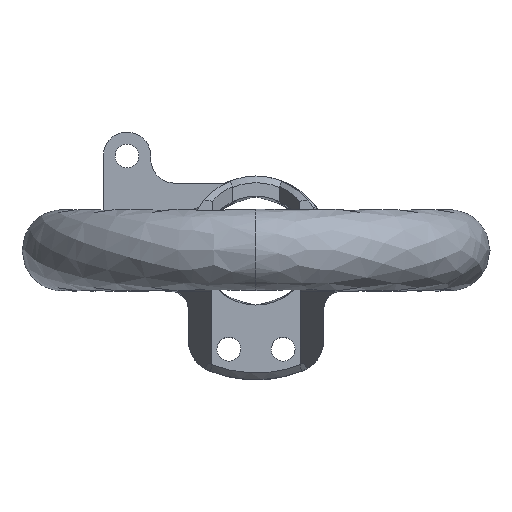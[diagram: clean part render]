
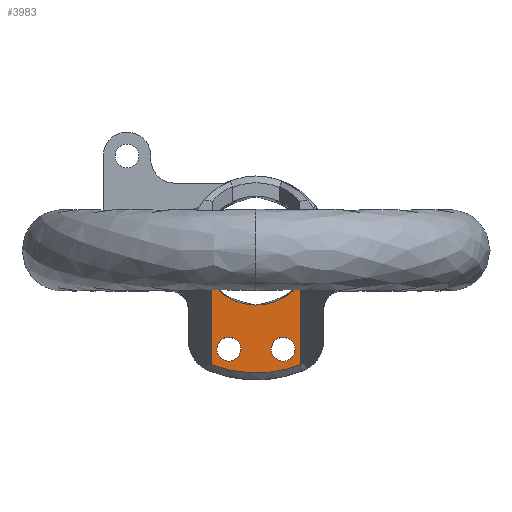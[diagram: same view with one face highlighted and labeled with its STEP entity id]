
A CAD part, top view. The second image highlights one B-rep face of the part: STEP entity #3983.
In plain terms, the highlighted free-form (B-spline) face has degree [1, 1] with [2, 2] control points.
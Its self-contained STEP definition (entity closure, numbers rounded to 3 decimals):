
#1941 = VERTEX_POINT('',#1942);
#1942 = CARTESIAN_POINT('',(-15.214,-36.183,
    46.973));
#1958 = VERTEX_POINT('',#1959);
#1959 = CARTESIAN_POINT('',(-14.045,-36.732,
    46.973));
#1964 = EDGE_CURVE('',#1941,#1958,#1965,.T.);
#1965 = ( BOUNDED_CURVE() B_SPLINE_CURVE(2,(#1966,#1967,#1968),
.UNSPECIFIED.,.F.,.F.) B_SPLINE_CURVE_WITH_KNOTS((3,3),(4.199,
4.347),.PIECEWISE_BEZIER_KNOTS.) CURVE() 
GEOMETRIC_REPRESENTATION_ITEM() RATIONAL_B_SPLINE_CURVE((1.,
0.997,1.)) REPRESENTATION_ITEM('') );
#1966 = CARTESIAN_POINT('',(-15.214,-36.183,
    46.973));
#1967 = CARTESIAN_POINT('',(-14.65,-36.501,
    46.973));
#1968 = CARTESIAN_POINT('',(-14.045,-36.732,
    46.973));
#1983 = VERTEX_POINT('',#1984);
#1984 = CARTESIAN_POINT('',(14.045,-36.732,
    46.973));
#1989 = EDGE_CURVE('',#1958,#1983,#1990,.T.);
#1990 = ( BOUNDED_CURVE() B_SPLINE_CURVE(2,(#1991,#1992,#1993),
.UNSPECIFIED.,.F.,.F.) B_SPLINE_CURVE_WITH_KNOTS((3,3),(4.347,
5.078),.PIECEWISE_BEZIER_KNOTS.) CURVE() 
GEOMETRIC_REPRESENTATION_ITEM() RATIONAL_B_SPLINE_CURVE((1.,
0.934,1.)) REPRESENTATION_ITEM('') );
#1991 = CARTESIAN_POINT('',(-14.045,-36.732,
    46.973));
#1992 = CARTESIAN_POINT('',(0.,-42.103,
    46.973));
#1993 = CARTESIAN_POINT('',(14.045,-36.732,
    46.973));
#2013 = VERTEX_POINT('',#2014);
#2014 = CARTESIAN_POINT('',(15.214,-36.183,
    46.973));
#2023 = EDGE_CURVE('',#1983,#2013,#2024,.T.);
#2024 = ( BOUNDED_CURVE() B_SPLINE_CURVE(2,(#2025,#2026,#2027),
.UNSPECIFIED.,.F.,.F.) B_SPLINE_CURVE_WITH_KNOTS((3,3),(5.078,
5.225),.PIECEWISE_BEZIER_KNOTS.) CURVE() 
GEOMETRIC_REPRESENTATION_ITEM() RATIONAL_B_SPLINE_CURVE((1.,
0.997,1.)) REPRESENTATION_ITEM('') );
#2025 = CARTESIAN_POINT('',(14.045,-36.732,
    46.973));
#2026 = CARTESIAN_POINT('',(14.65,-36.501,
    46.973));
#2027 = CARTESIAN_POINT('',(15.214,-36.183,
    46.973));
#2047 = VERTEX_POINT('',#2048);
#2048 = CARTESIAN_POINT('',(-14.201,-36.183,
    46.973));
#2107 = EDGE_CURVE('',#2047,#1941,#2108,.T.);
#2108 = B_SPLINE_CURVE_WITH_KNOTS('',1,(#2109,#2110),.UNSPECIFIED.,.F.,
  .F.,(2,2),(33.5,34.427),.PIECEWISE_BEZIER_KNOTS.);
#2109 = CARTESIAN_POINT('',(-14.201,-36.183,
    46.973));
#2110 = CARTESIAN_POINT('',(-15.214,-36.183,
    46.973));
#2516 = EDGE_CURVE('',#2013,#2517,#2519,.T.);
#2517 = VERTEX_POINT('',#2518);
#2518 = CARTESIAN_POINT('',(14.201,-36.183,
    46.973));
#2519 = B_SPLINE_CURVE_WITH_KNOTS('',1,(#2520,#2521),.UNSPECIFIED.,.F.,
  .F.,(2,2),(6.573,7.5),.PIECEWISE_BEZIER_KNOTS.);
#2520 = CARTESIAN_POINT('',(15.214,-36.183,
    46.973));
#2521 = CARTESIAN_POINT('',(14.201,-36.183,
    46.973));
#2990 = VERTEX_POINT('',#2991);
#2991 = CARTESIAN_POINT('',(-12.562,-31.679,
    46.973));
#2996 = EDGE_CURVE('',#2997,#2990,#2999,.T.);
#2997 = VERTEX_POINT('',#2998);
#2998 = CARTESIAN_POINT('',(-4.916,-31.679,
    46.973));
#2999 = ( BOUNDED_CURVE() B_SPLINE_CURVE(2,(#3000,#3001,#3002,#3003,
#3004),.UNSPECIFIED.,.F.,.F.) B_SPLINE_CURVE_WITH_KNOTS((3,2,3),(0.,
1.571,3.142),.PIECEWISE_BEZIER_KNOTS.) CURVE() 
GEOMETRIC_REPRESENTATION_ITEM() RATIONAL_B_SPLINE_CURVE((1.,
0.707,1.,0.707,1.)) REPRESENTATION_ITEM('') );
#3000 = CARTESIAN_POINT('',(-4.916,-31.679,
    46.973));
#3001 = CARTESIAN_POINT('',(-4.916,-27.856,
    46.973));
#3002 = CARTESIAN_POINT('',(-8.739,-27.856,
    46.973));
#3003 = CARTESIAN_POINT('',(-12.562,-27.856,
    46.973));
#3004 = CARTESIAN_POINT('',(-12.562,-31.679,
    46.973));
#3027 = VERTEX_POINT('',#3028);
#3028 = CARTESIAN_POINT('',(4.916,-31.679,
    46.973));
#3033 = EDGE_CURVE('',#3034,#3027,#3036,.T.);
#3034 = VERTEX_POINT('',#3035);
#3035 = CARTESIAN_POINT('',(12.562,-31.679,
    46.973));
#3036 = ( BOUNDED_CURVE() B_SPLINE_CURVE(2,(#3037,#3038,#3039,#3040,
#3041),.UNSPECIFIED.,.F.,.F.) B_SPLINE_CURVE_WITH_KNOTS((3,2,3),(0.,
1.571,3.142),.PIECEWISE_BEZIER_KNOTS.) CURVE() 
GEOMETRIC_REPRESENTATION_ITEM() RATIONAL_B_SPLINE_CURVE((1.,
0.707,1.,0.707,1.)) REPRESENTATION_ITEM('') );
#3037 = CARTESIAN_POINT('',(12.562,-31.679,
    46.973));
#3038 = CARTESIAN_POINT('',(12.562,-27.856,
    46.973));
#3039 = CARTESIAN_POINT('',(8.739,-27.856,
    46.973));
#3040 = CARTESIAN_POINT('',(4.916,-27.856,
    46.973));
#3041 = CARTESIAN_POINT('',(4.916,-31.679,
    46.973));
#3983 = ADVANCED_FACE('',(#3984,#3995,#4006),#4033,.T.);
#3984 = FACE_BOUND('',#3985,.T.);
#3985 = EDGE_LOOP('',(#3986,#3994));
#3986 = ORIENTED_EDGE('',*,*,#3987,.F.);
#3987 = EDGE_CURVE('',#3027,#3034,#3988,.T.);
#3988 = ( BOUNDED_CURVE() B_SPLINE_CURVE(2,(#3989,#3990,#3991,#3992,
#3993),.UNSPECIFIED.,.F.,.F.) B_SPLINE_CURVE_WITH_KNOTS((3,2,3),(
    3.142,4.712,6.283),
.PIECEWISE_BEZIER_KNOTS.) CURVE() GEOMETRIC_REPRESENTATION_ITEM() 
RATIONAL_B_SPLINE_CURVE((1.,0.707,1.,0.707,1.)) 
REPRESENTATION_ITEM('') );
#3989 = CARTESIAN_POINT('',(4.916,-31.679,
    46.973));
#3990 = CARTESIAN_POINT('',(4.916,-35.503,
    46.973));
#3991 = CARTESIAN_POINT('',(8.739,-35.503,
    46.973));
#3992 = CARTESIAN_POINT('',(12.562,-35.503,
    46.973));
#3993 = CARTESIAN_POINT('',(12.562,-31.679,
    46.973));
#3994 = ORIENTED_EDGE('',*,*,#3033,.F.);
#3995 = FACE_BOUND('',#3996,.T.);
#3996 = EDGE_LOOP('',(#3997,#4005));
#3997 = ORIENTED_EDGE('',*,*,#3998,.F.);
#3998 = EDGE_CURVE('',#2990,#2997,#3999,.T.);
#3999 = ( BOUNDED_CURVE() B_SPLINE_CURVE(2,(#4000,#4001,#4002,#4003,
#4004),.UNSPECIFIED.,.F.,.F.) B_SPLINE_CURVE_WITH_KNOTS((3,2,3),(
    3.142,4.712,6.283),
.PIECEWISE_BEZIER_KNOTS.) CURVE() GEOMETRIC_REPRESENTATION_ITEM() 
RATIONAL_B_SPLINE_CURVE((1.,0.707,1.,0.707,1.)) 
REPRESENTATION_ITEM('') );
#4000 = CARTESIAN_POINT('',(-12.562,-31.679,
    46.973));
#4001 = CARTESIAN_POINT('',(-12.562,-35.503,
    46.973));
#4002 = CARTESIAN_POINT('',(-8.739,-35.503,
    46.973));
#4003 = CARTESIAN_POINT('',(-4.916,-35.503,
    46.973));
#4004 = CARTESIAN_POINT('',(-4.916,-31.679,
    46.973));
#4005 = ORIENTED_EDGE('',*,*,#2996,.F.);
#4006 = FACE_BOUND('',#4007,.T.);
#4007 = EDGE_LOOP('',(#4008,#4009,#4010,#4011,#4012,#4013,#4020,#4028));
#4008 = ORIENTED_EDGE('',*,*,#2107,.T.);
#4009 = ORIENTED_EDGE('',*,*,#1964,.T.);
#4010 = ORIENTED_EDGE('',*,*,#1989,.T.);
#4011 = ORIENTED_EDGE('',*,*,#2023,.T.);
#4012 = ORIENTED_EDGE('',*,*,#2516,.T.);
#4013 = ORIENTED_EDGE('',*,*,#4014,.F.);
#4014 = EDGE_CURVE('',#4015,#2517,#4017,.T.);
#4015 = VERTEX_POINT('',#4016);
#4016 = CARTESIAN_POINT('',(14.201,-10.189,
    46.973));
#4017 = B_SPLINE_CURVE_WITH_KNOTS('',1,(#4018,#4019),.UNSPECIFIED.,.F.,
  .F.,(2,2),(9.327,33.123),.PIECEWISE_BEZIER_KNOTS.);
#4018 = CARTESIAN_POINT('',(14.201,-10.189,
    46.973));
#4019 = CARTESIAN_POINT('',(14.201,-36.183,
    46.973));
#4020 = ORIENTED_EDGE('',*,*,#4021,.F.);
#4021 = EDGE_CURVE('',#4022,#4015,#4024,.T.);
#4022 = VERTEX_POINT('',#4023);
#4023 = CARTESIAN_POINT('',(-14.201,-10.189,
    46.973));
#4024 = ( BOUNDED_CURVE() B_SPLINE_CURVE(2,(#4025,#4026,#4027),
.UNSPECIFIED.,.F.,.F.) B_SPLINE_CURVE_WITH_KNOTS((3,3),(3.764,
5.661),.PIECEWISE_BEZIER_KNOTS.) CURVE() 
GEOMETRIC_REPRESENTATION_ITEM() RATIONAL_B_SPLINE_CURVE((1.,
0.583,1.)) REPRESENTATION_ITEM('') );
#4025 = CARTESIAN_POINT('',(-14.201,-10.189,
    46.973));
#4026 = CARTESIAN_POINT('',(0.,-29.982,
    46.973));
#4027 = CARTESIAN_POINT('',(14.201,-10.189,
    46.973));
#4028 = ORIENTED_EDGE('',*,*,#4029,.T.);
#4029 = EDGE_CURVE('',#4022,#2047,#4030,.T.);
#4030 = B_SPLINE_CURVE_WITH_KNOTS('',1,(#4031,#4032),.UNSPECIFIED.,.F.,
  .F.,(2,2),(9.327,33.123),.PIECEWISE_BEZIER_KNOTS.);
#4031 = CARTESIAN_POINT('',(-14.201,-10.189,
    46.973));
#4032 = CARTESIAN_POINT('',(-14.201,-36.183,
    46.973));
#4033 = B_SPLINE_SURFACE_WITH_KNOTS('',1,1,(
    (#4034,#4035)
    ,(#4036,#4037
    )),.UNSPECIFIED.,.F.,.F.,.F.,(2,2),(2,2),(-13.927,
    13.927),(-36.,-9.327),.PIECEWISE_BEZIER_KNOTS.);
#4034 = CARTESIAN_POINT('',(-15.214,-39.326,
    46.973));
#4035 = CARTESIAN_POINT('',(-15.214,-10.189,
    46.973));
#4036 = CARTESIAN_POINT('',(15.214,-39.326,
    46.973));
#4037 = CARTESIAN_POINT('',(15.214,-10.189,
    46.973));
